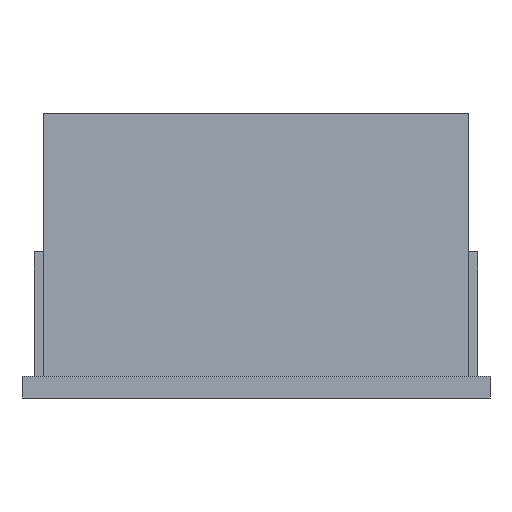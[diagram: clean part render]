
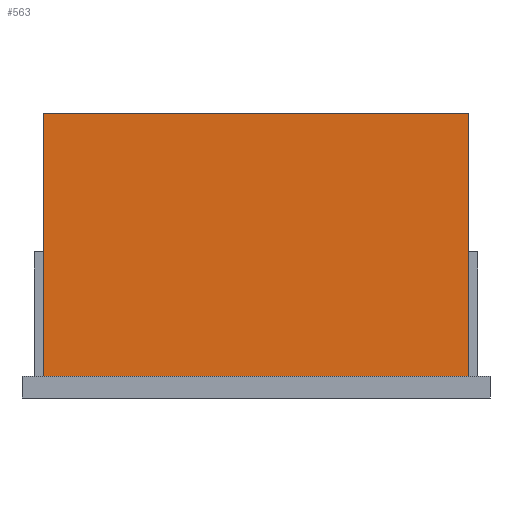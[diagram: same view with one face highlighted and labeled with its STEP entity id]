
A CAD part, front view. The second image highlights one B-rep face of the part: STEP entity #563.
In plain terms, the highlighted planar face has unit normal (0, -1, 0).
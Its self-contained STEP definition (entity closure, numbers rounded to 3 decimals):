
#245 = EDGE_CURVE ( 'NONE', #341, #246, #3893, .T. ) ;
#246 = VERTEX_POINT ( 'NONE', #3889 ) ;
#338 = VERTEX_POINT ( 'NONE', #4039 ) ;
#340 = EDGE_CURVE ( 'NONE', #338, #341, #4038, .T. ) ;
#341 = VERTEX_POINT ( 'NONE', #3987 ) ;
#524 = EDGE_CURVE ( 'NONE', #246, #525, #4663, .T. ) ;
#525 = VERTEX_POINT ( 'NONE', #4659 ) ;
#543 = EDGE_CURVE ( 'NONE', #525, #338, #4758, .T. ) ;
#563 = ADVANCED_FACE ( 'NONE', ( #4781 ), #4854, .T. ) ;
#564 = EDGE_LOOP ( 'NONE', ( #569, #570, #571, #572 ) ) ;
#569 = ORIENTED_EDGE ( 'NONE', *, *, #524, .F. ) ;
#570 = ORIENTED_EDGE ( 'NONE', *, *, #245, .F. ) ;
#571 = ORIENTED_EDGE ( 'NONE', *, *, #340, .F. ) ;
#572 = ORIENTED_EDGE ( 'NONE', *, *, #543, .F. ) ;
#3889 = CARTESIAN_POINT ( 'NONE',  ( -15.7, 0., -9.7 ) ) ;
#3890 = DIRECTION ( 'NONE',  ( -1., 0., 0. ) ) ;
#3891 = VECTOR ( 'NONE', #3890, 1000. ) ;
#3892 = CARTESIAN_POINT ( 'NONE',  ( -15.7, 0., -9.7 ) ) ;
#3893 = LINE ( 'NONE', #3892, #3891 ) ;
#3987 = CARTESIAN_POINT ( 'NONE',  ( 0., 0., -9.7 ) ) ;
#3988 = DIRECTION ( 'NONE',  ( 0., 0., -1. ) ) ;
#3989 = VECTOR ( 'NONE', #3988, 1000. ) ;
#3990 = CARTESIAN_POINT ( 'NONE',  ( 0., 0., 0. ) ) ;
#4038 = LINE ( 'NONE', #3990, #3989 ) ;
#4039 = CARTESIAN_POINT ( 'NONE',  ( 0., 0., 0. ) ) ;
#4659 = CARTESIAN_POINT ( 'NONE',  ( -15.7, 0., 0. ) ) ;
#4660 = DIRECTION ( 'NONE',  ( 0., 0., 1. ) ) ;
#4661 = VECTOR ( 'NONE', #4660, 1000. ) ;
#4662 = CARTESIAN_POINT ( 'NONE',  ( -15.7, 0., 0. ) ) ;
#4663 = LINE ( 'NONE', #4662, #4661 ) ;
#4754 = DIRECTION ( 'NONE',  ( 1., 0., 0. ) ) ;
#4755 = VECTOR ( 'NONE', #4754, 1000. ) ;
#4756 = CARTESIAN_POINT ( 'NONE',  ( -15.7, 0., 0. ) ) ;
#4758 = LINE ( 'NONE', #4756, #4755 ) ;
#4781 = FACE_OUTER_BOUND ( 'NONE', #564, .T. ) ;
#4850 = DIRECTION ( 'NONE',  ( -1., 0., 0. ) ) ;
#4851 = DIRECTION ( 'NONE',  ( 0., -1., 0. ) ) ;
#4852 = CARTESIAN_POINT ( 'NONE',  ( -15.7, 0., 0. ) ) ;
#4853 = AXIS2_PLACEMENT_3D ( 'NONE', #4852, #4851, #4850 ) ;
#4854 = PLANE ( 'NONE',  #4853 ) ;
